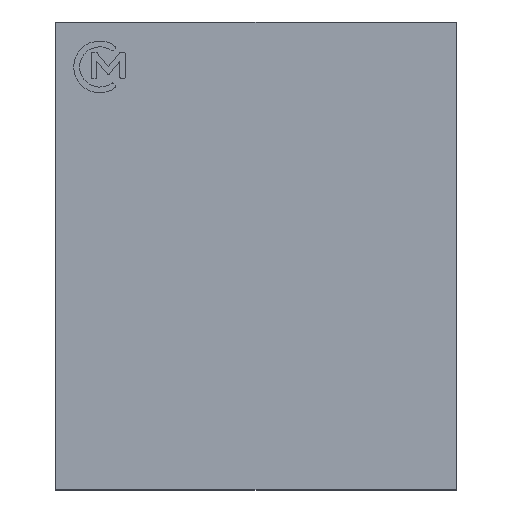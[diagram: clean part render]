
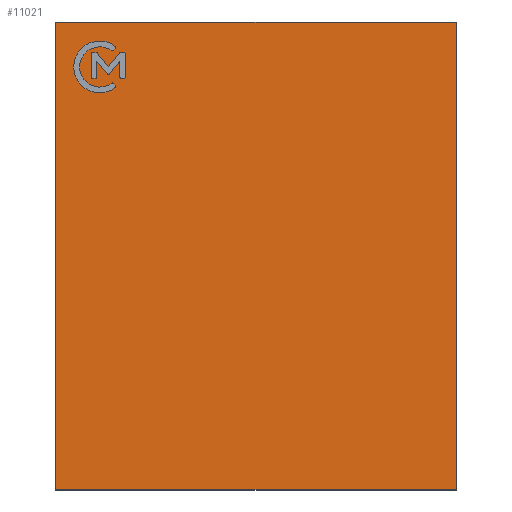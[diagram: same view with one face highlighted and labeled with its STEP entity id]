
A CAD part, top view. The second image highlights one B-rep face of the part: STEP entity #11021.
In plain terms, the highlighted planar face has unit normal (0, 0, 1).
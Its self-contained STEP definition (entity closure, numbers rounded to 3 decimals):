
#884=FACE_OUTER_BOUND('',#1603,.T.);
#1603=EDGE_LOOP('',(#9675,#9676,#9677,#9678));
#3002=LINE('',#17379,#4433);
#3005=LINE('',#17385,#4436);
#3008=LINE('',#17391,#4439);
#3011=LINE('',#17395,#4442);
#4433=VECTOR('',#14317,10.);
#4436=VECTOR('',#14322,10.);
#4439=VECTOR('',#14327,10.);
#4442=VECTOR('',#14332,10.);
#5410=VERTEX_POINT('',#17376);
#5411=VERTEX_POINT('',#17378);
#5413=VERTEX_POINT('',#17384);
#5415=VERTEX_POINT('',#17390);
#6838=EDGE_CURVE('',#5411,#5410,#3002,.T.);
#6841=EDGE_CURVE('',#5413,#5411,#3005,.F.);
#6844=EDGE_CURVE('',#5415,#5413,#3008,.F.);
#6847=EDGE_CURVE('',#5410,#5415,#3011,.T.);
#9675=ORIENTED_EDGE('',*,*,#6847,.T.);
#9676=ORIENTED_EDGE('',*,*,#6844,.T.);
#9677=ORIENTED_EDGE('',*,*,#6841,.T.);
#9678=ORIENTED_EDGE('',*,*,#6838,.T.);
#10429=PLANE('',#11737);
#11021=ADVANCED_FACE('',(#884),#10429,.T.);
#11737=AXIS2_PLACEMENT_3D('',#17396,#14333,#14334);
#14317=DIRECTION('',(-1.,0.,0.));
#14322=DIRECTION('',(0.,-1.,0.));
#14327=DIRECTION('',(-1.,0.,0.));
#14332=DIRECTION('',(0.,-1.,0.));
#14333=DIRECTION('center_axis',(0.,0.,1.));
#14334=DIRECTION('ref_axis',(1.,0.,0.));
#17376=CARTESIAN_POINT('',(-3.75,4.5,4.62));
#17378=CARTESIAN_POINT('',(5.25,4.5,4.62));
#17379=CARTESIAN_POINT('',(3.75,4.5,4.62));
#17384=CARTESIAN_POINT('',(5.25,-6.,4.62));
#17385=CARTESIAN_POINT('',(5.25,-2.25,4.62));
#17390=CARTESIAN_POINT('',(-3.75,-6.,4.62));
#17391=CARTESIAN_POINT('',(-1.875,-6.,4.62));
#17395=CARTESIAN_POINT('',(-3.75,4.5,4.62));
#17396=CARTESIAN_POINT('Origin',(0.,0.,
4.62));
